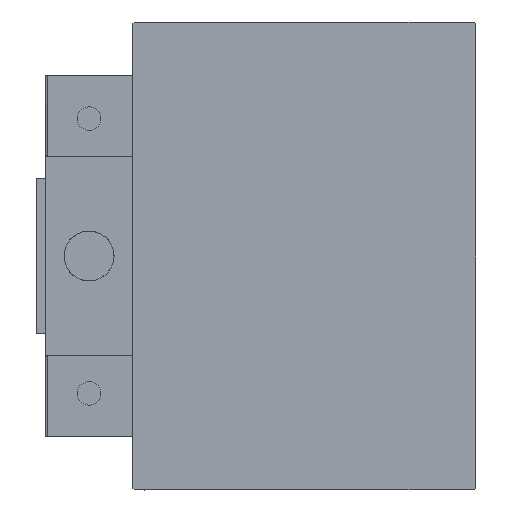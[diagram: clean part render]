
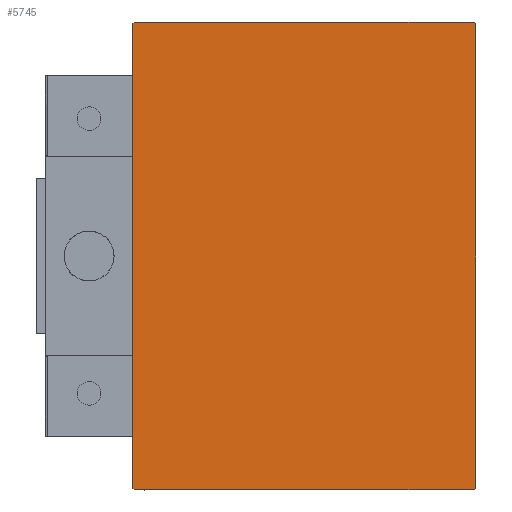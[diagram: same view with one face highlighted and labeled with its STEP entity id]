
A CAD part, left-side view. The second image highlights one B-rep face of the part: STEP entity #5745.
In plain terms, the highlighted face is planar.
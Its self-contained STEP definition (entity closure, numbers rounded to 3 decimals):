
#175 = VECTOR ( 'NONE', #39816, 1000. ) ;
#225 = PLANE ( 'NONE',  #1192 ) ;
#253 = EDGE_CURVE ( 'NONE', #8855, #17480, #45485, .T. ) ;
#1192 = AXIS2_PLACEMENT_3D ( 'NONE', #19620, #8015, #4984 ) ;
#1286 = ORIENTED_EDGE ( 'NONE', *, *, #31186, .T. ) ;
#2605 = CARTESIAN_POINT ( 'NONE',  ( 75., -27.2, -37.5 ) ) ;
#2845 = CARTESIAN_POINT ( 'NONE',  ( 75., 32.35, -32.35 ) ) ;
#3633 = DIRECTION ( 'NONE',  ( 0., 0., -1. ) ) ;
#4984 = DIRECTION ( 'NONE',  ( 0., 0., -1. ) ) ;
#5631 = ORIENTED_EDGE ( 'NONE', *, *, #14442, .T. ) ;
#5745 = ADVANCED_FACE ( 'NONE', ( #34727 ), #225, .T. ) ;
#6864 = DIRECTION ( 'NONE',  ( 0., 0.707, 0.707 ) ) ;
#7573 = CARTESIAN_POINT ( 'NONE',  ( 75., 27.5, 37.2 ) ) ;
#7652 = LINE ( 'NONE', #35106, #42680 ) ;
#7676 = CARTESIAN_POINT ( 'NONE',  ( 75., 27.2, -37.5 ) ) ;
#8015 = DIRECTION ( 'NONE',  ( 1., 0., 0. ) ) ;
#8855 = VERTEX_POINT ( 'NONE', #7573 ) ;
#9338 = EDGE_CURVE ( 'NONE', #18875, #18789, #42711, .T. ) ;
#9945 = VERTEX_POINT ( 'NONE', #2605 ) ;
#10008 = ORIENTED_EDGE ( 'NONE', *, *, #253, .T. ) ;
#11067 = CARTESIAN_POINT ( 'NONE',  ( 75., -27.5, -37.5 ) ) ;
#11305 = ORIENTED_EDGE ( 'NONE', *, *, #44793, .T. ) ;
#11317 = DIRECTION ( 'NONE',  ( 0., 1., 0. ) ) ;
#11699 = CARTESIAN_POINT ( 'NONE',  ( 75., 32.35, 32.35 ) ) ;
#14442 = EDGE_CURVE ( 'NONE', #9945, #43390, #29705, .T. ) ;
#16965 = CARTESIAN_POINT ( 'NONE',  ( 75., -27.5, -37.2 ) ) ;
#17480 = VERTEX_POINT ( 'NONE', #32713 ) ;
#17597 = ORIENTED_EDGE ( 'NONE', *, *, #35499, .T. ) ;
#17980 = LINE ( 'NONE', #2845, #30665 ) ;
#18789 = VERTEX_POINT ( 'NONE', #43627 ) ;
#18875 = VERTEX_POINT ( 'NONE', #46412 ) ;
#19620 = CARTESIAN_POINT ( 'NONE',  ( 75., 0., 0. ) ) ;
#20733 = DIRECTION ( 'NONE',  ( 0., -1., 0. ) ) ;
#21668 = CARTESIAN_POINT ( 'NONE',  ( 75., 27.5, -37.2 ) ) ;
#21870 = ORIENTED_EDGE ( 'NONE', *, *, #39833, .T. ) ;
#23120 = DIRECTION ( 'NONE',  ( 0., 0., 1. ) ) ;
#23702 = LINE ( 'NONE', #39318, #175 ) ;
#25429 = VECTOR ( 'NONE', #42954, 1000. ) ;
#26650 = CARTESIAN_POINT ( 'NONE',  ( 75., 27.5, -37.5 ) ) ;
#28293 = VERTEX_POINT ( 'NONE', #16965 ) ;
#28778 = VERTEX_POINT ( 'NONE', #21668 ) ;
#29020 = LINE ( 'NONE', #29513, #42504 ) ;
#29513 = CARTESIAN_POINT ( 'NONE',  ( 75., 27.5, 37.5 ) ) ;
#29705 = LINE ( 'NONE', #11067, #30318 ) ;
#30318 = VECTOR ( 'NONE', #11317, 1000. ) ;
#30665 = VECTOR ( 'NONE', #6864, 1000. ) ;
#30677 = LINE ( 'NONE', #26650, #48257 ) ;
#31186 = EDGE_CURVE ( 'NONE', #28293, #9945, #23702, .T. ) ;
#32713 = CARTESIAN_POINT ( 'NONE',  ( 75., 27.2, 37.5 ) ) ;
#33070 = ORIENTED_EDGE ( 'NONE', *, *, #9338, .T. ) ;
#34727 = FACE_OUTER_BOUND ( 'NONE', #36064, .T. ) ;
#35106 = CARTESIAN_POINT ( 'NONE',  ( 75., -27.5, 37.5 ) ) ;
#35499 = EDGE_CURVE ( 'NONE', #17480, #18875, #29020, .T. ) ;
#36064 = EDGE_LOOP ( 'NONE', ( #5631, #38081, #21870, #10008, #17597, #33070, #11305, #1286 ) ) ;
#38081 = ORIENTED_EDGE ( 'NONE', *, *, #42686, .T. ) ;
#38405 = DIRECTION ( 'NONE',  ( 0., -0.707, 0.707 ) ) ;
#39167 = CARTESIAN_POINT ( 'NONE',  ( 75., -32.35, 32.35 ) ) ;
#39318 = CARTESIAN_POINT ( 'NONE',  ( 75., -32.35, -32.35 ) ) ;
#39816 = DIRECTION ( 'NONE',  ( 0., 0.707, -0.707 ) ) ;
#39833 = EDGE_CURVE ( 'NONE', #28778, #8855, #30677, .T. ) ;
#42504 = VECTOR ( 'NONE', #20733, 1000. ) ;
#42680 = VECTOR ( 'NONE', #3633, 1000. ) ;
#42686 = EDGE_CURVE ( 'NONE', #43390, #28778, #17980, .T. ) ;
#42711 = LINE ( 'NONE', #39167, #25429 ) ;
#42954 = DIRECTION ( 'NONE',  ( 0., -0.707, -0.707 ) ) ;
#43390 = VERTEX_POINT ( 'NONE', #7676 ) ;
#43627 = CARTESIAN_POINT ( 'NONE',  ( 75., -27.5, 37.2 ) ) ;
#44793 = EDGE_CURVE ( 'NONE', #18789, #28293, #7652, .T. ) ;
#45485 = LINE ( 'NONE', #11699, #49008 ) ;
#46412 = CARTESIAN_POINT ( 'NONE',  ( 75., -27.2, 37.5 ) ) ;
#48257 = VECTOR ( 'NONE', #23120, 1000. ) ;
#49008 = VECTOR ( 'NONE', #38405, 1000. ) ;
